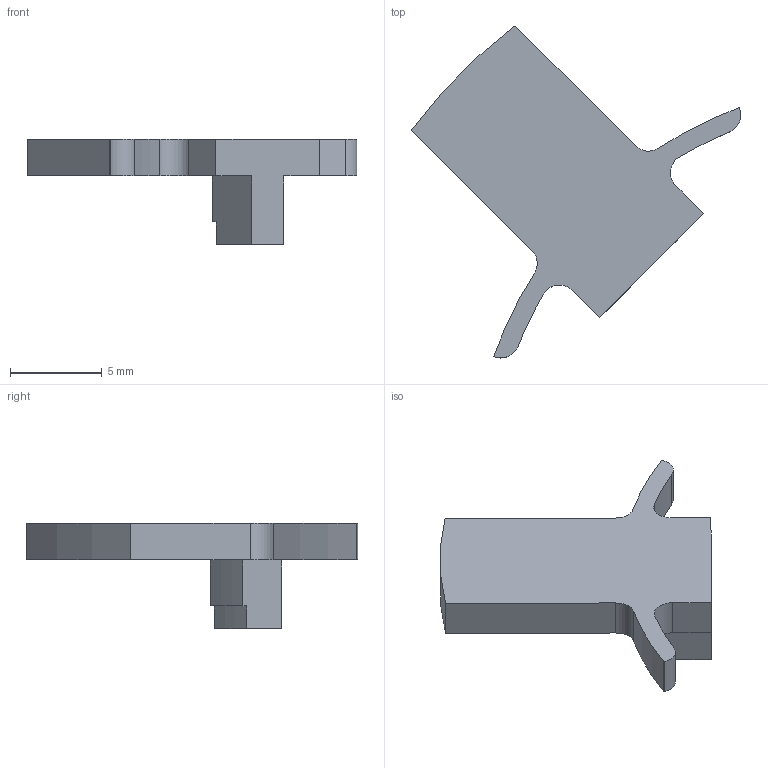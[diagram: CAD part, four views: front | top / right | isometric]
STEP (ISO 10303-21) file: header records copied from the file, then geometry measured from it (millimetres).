
FILE_DESCRIPTION(/* description */ (''),/* implementation_level */ '2;1');
FILE_NAME(/* name */ 'mountLensBase_lensLock_extended_PENF',/* time_stamp */ '2023-12-05T12:39:39-05:00',/* author */ ('George Moua'),/* organization */ ('Archive 663'),/* preprocessor_version */ 'ST-DEVELOPER v16.7',/* originating_system */ 'Solid Edge',/* authorisation */ 'Unknown');
FILE_SCHEMA (('AUTOMOTIVE_DESIGN {1 0 10303 214 3 1 1}'));
Length unit declared in the file: millimetre
Products named in the file (3): mountLensBase; mountLensBase_PENF_oa_0; mountLensBase_lensLock_extended_PENF
Assembly tree (2 placements, depth 3):
  mountLensBase
    mountLensBase_PENF_oa_0
      mountLensBase_lensLock_extended_PENF
Bounding box: 17.93 x 18.05 x 5.75 mm (x, y, z)
Volume: 286 mm3; surface area: 428.1 mm2
Topology: 1 solids, 1 shells, 26 faces, 72 edges, 48 vertices
Faces by surface type: plane 13, cylinder 13
Entity records: 910 total; most frequent: DIRECTION 156, CARTESIAN_POINT 149, ORIENTED_EDGE 144, EDGE_CURVE 72, AXIS2_PLACEMENT_3D 55, VERTEX_POINT 48, LINE 46, VECTOR 46
